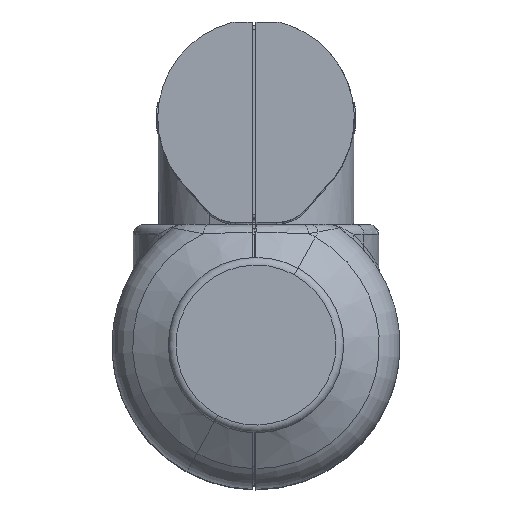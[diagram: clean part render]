
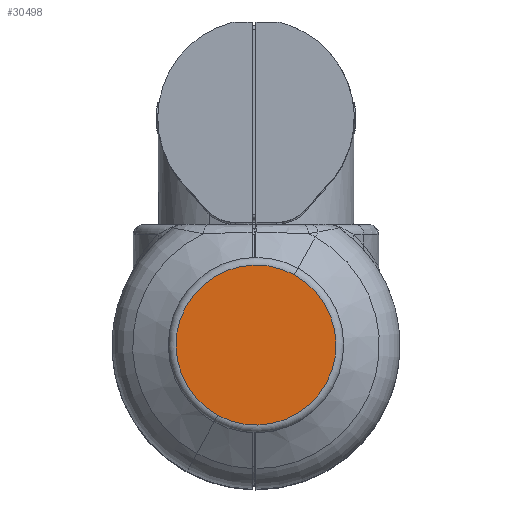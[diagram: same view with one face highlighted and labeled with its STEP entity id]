
A CAD part, top view. The second image highlights one B-rep face of the part: STEP entity #30498.
In plain terms, the highlighted planar face has unit normal (0, 0, 1).
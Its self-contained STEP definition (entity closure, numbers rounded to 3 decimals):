
#30462=CARTESIAN_POINT('Vertex',(-19.992,-36.595,164.)) ;
#30469=CARTESIAN_POINT('Vertex',(19.992,36.595,164.)) ;
#30472=CARTESIAN_POINT('Axis2P3D Location',(0.,0.,164.)) ;
#30484=CARTESIAN_POINT('Axis2P3D Location',(0.,0.,164.)) ;
#30489=CARTESIAN_POINT('Axis2P3D Location',(0.,0.,164.)) ;
#30473=DIRECTION('Axis2P3D Direction',(0.,0.,-1.)) ;
#30485=DIRECTION('Axis2P3D Direction',(0.,0.,-1.)) ;
#30486=DIRECTION('Axis2P3D XDirection',(1.,0.,0.)) ;
#30490=DIRECTION('Axis2P3D Direction',(0.,0.,-1.)) ;
#30474=AXIS2_PLACEMENT_3D('Circle Axis2P3D',#30472,#30473,$) ;
#30487=AXIS2_PLACEMENT_3D('Plane Axis2P3D',#30484,#30485,#30486) ;
#30491=AXIS2_PLACEMENT_3D('Circle Axis2P3D',#30489,#30490,$) ;
#30475=CIRCLE('generated circle',#30474,41.7) ;
#30492=CIRCLE('generated circle',#30491,41.7) ;
#30488=PLANE('',#30487) ;
#30476=EDGE_CURVE('',#30470,#30463,#30475,.T.) ;
#30493=EDGE_CURVE('',#30463,#30470,#30492,.T.) ;
#30495=ORIENTED_EDGE('',*,*,#30476,.F.) ;
#30496=ORIENTED_EDGE('',*,*,#30493,.F.) ;
#30494=EDGE_LOOP('',(#30495,#30496)) ;
#30463=VERTEX_POINT('',#30462) ;
#30470=VERTEX_POINT('',#30469) ;
#30498=ADVANCED_FACE('PartBody',(#30497),#30488,.F.) ;
#30497=FACE_OUTER_BOUND('',#30494,.T.) ;
